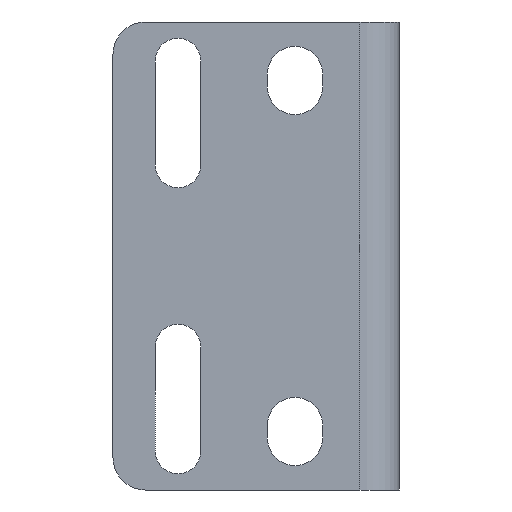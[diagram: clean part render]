
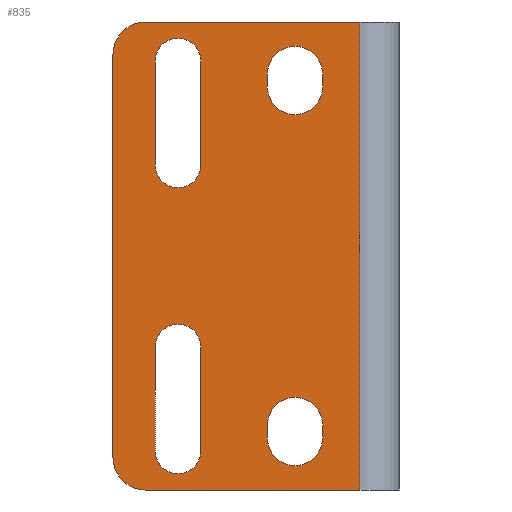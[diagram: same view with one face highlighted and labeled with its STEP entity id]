
A CAD part, left-side view. The second image highlights one B-rep face of the part: STEP entity #835.
In plain terms, the highlighted planar face has unit normal (-1, 0, 0).
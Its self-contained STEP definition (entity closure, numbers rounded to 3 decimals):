
#523=CARTESIAN_POINT('',(-46.437,46.078,-36.0));
#524=VERTEX_POINT('',#523);
#532=CARTESIAN_POINT('',(-46.437,79.078,-36.0));
#533=VERTEX_POINT('',#532);
#534=CARTESIAN_POINT('',(-46.437,79.078,-36.0));
#535=DIRECTION('',(0.0,-1.0,0.0));
#536=VECTOR('',#535,33.);
#537=LINE('',#534,#536);
#538=EDGE_CURVE('',#533,#524,#537,.T.);
#599=CARTESIAN_POINT('',(-46.437,84.078,-31.0));
#600=VERTEX_POINT('',#599);
#601=CARTESIAN_POINT('',(-46.437,79.078,-31.0));
#602=DIRECTION('',(1.0,0.,0.));
#603=DIRECTION('',(0.,0.707,-0.707));
#604=AXIS2_PLACEMENT_3D('',#601,#602,#603);
#605=CIRCLE('',#604,5.0);
#606=EDGE_CURVE('',#533,#600,#605,.T.);
#633=CARTESIAN_POINT('',(-46.437,84.078,31.0));
#634=VERTEX_POINT('',#633);
#635=CARTESIAN_POINT('',(-46.437,84.078,31.0));
#636=DIRECTION('',(0.0,0.0,-1.0));
#637=VECTOR('',#636,62.0);
#638=LINE('',#635,#637);
#639=EDGE_CURVE('',#634,#600,#638,.T.);
#658=CARTESIAN_POINT('',(-46.437,46.078,0.0));
#659=DIRECTION('',(-1.0,0.0,0.0));
#660=DIRECTION('',(0.0,0.0,1.0));
#661=AXIS2_PLACEMENT_3D('',#658,#659,#660);
#662=PLANE('',#661);
#663=ORIENTED_EDGE('',*,*,#606,.F.);
#664=ORIENTED_EDGE('',*,*,#538,.T.);
#665=CARTESIAN_POINT('',(-46.437,46.078,36.0));
#666=VERTEX_POINT('',#665);
#667=CARTESIAN_POINT('',(-46.437,46.078,36.0));
#668=DIRECTION('',(0.0,0.0,-1.0));
#669=VECTOR('',#668,72.0);
#670=LINE('',#667,#669);
#671=EDGE_CURVE('',#666,#524,#670,.T.);
#672=ORIENTED_EDGE('',*,*,#671,.F.);
#673=CARTESIAN_POINT('',(-46.437,79.078,36.0));
#674=VERTEX_POINT('',#673);
#675=CARTESIAN_POINT('',(-46.437,46.078,36.0));
#676=DIRECTION('',(0.0,1.0,0.0));
#677=VECTOR('',#676,33.);
#678=LINE('',#675,#677);
#679=EDGE_CURVE('',#666,#674,#678,.T.);
#680=ORIENTED_EDGE('',*,*,#679,.T.);
#681=CARTESIAN_POINT('',(-46.437,79.078,31.0));
#682=DIRECTION('',(1.,0.,0.));
#683=DIRECTION('',(0.,0.707,0.707));
#684=AXIS2_PLACEMENT_3D('',#681,#682,#683);
#685=CIRCLE('',#684,5.);
#686=EDGE_CURVE('',#634,#674,#685,.T.);
#687=ORIENTED_EDGE('',*,*,#686,.F.);
#688=ORIENTED_EDGE('',*,*,#639,.T.);
#689=EDGE_LOOP('',(#663,#664,#672,#680,#687,#688));
#690=FACE_OUTER_BOUND('',#689,.T.);
#691=CARTESIAN_POINT('',(-46.437,77.578,30.));
#692=VERTEX_POINT('',#691);
#693=CARTESIAN_POINT('',(-46.437,70.578,30.));
#694=VERTEX_POINT('',#693);
#695=CARTESIAN_POINT('',(-46.437,74.078,30.0));
#696=DIRECTION('',(1.0,0.0,0.0));
#697=DIRECTION('',(0.0,1.0,0.0));
#698=AXIS2_PLACEMENT_3D('',#695,#696,#697);
#699=CIRCLE('',#698,3.5);
#700=EDGE_CURVE('',#692,#694,#699,.T.);
#701=ORIENTED_EDGE('',*,*,#700,.T.);
#702=CARTESIAN_POINT('',(-46.437,70.578,14.));
#703=VERTEX_POINT('',#702);
#704=CARTESIAN_POINT('',(-46.437,70.578,30.));
#705=DIRECTION('',(0.0,0.0,-1.0));
#706=VECTOR('',#705,16.);
#707=LINE('',#704,#706);
#708=EDGE_CURVE('',#694,#703,#707,.T.);
#709=ORIENTED_EDGE('',*,*,#708,.T.);
#710=CARTESIAN_POINT('',(-46.437,77.578,14.));
#711=VERTEX_POINT('',#710);
#712=CARTESIAN_POINT('',(-46.437,74.078,14.0));
#713=DIRECTION('',(1.0,0.0,0.0));
#714=DIRECTION('',(0.0,-1.0,0.0));
#715=AXIS2_PLACEMENT_3D('',#712,#713,#714);
#716=CIRCLE('',#715,3.5);
#717=EDGE_CURVE('',#703,#711,#716,.T.);
#718=ORIENTED_EDGE('',*,*,#717,.T.);
#719=CARTESIAN_POINT('',(-46.437,77.578,14.));
#720=DIRECTION('',(0.0,0.0,1.0));
#721=VECTOR('',#720,16.0);
#722=LINE('',#719,#721);
#723=EDGE_CURVE('',#711,#692,#722,.T.);
#724=ORIENTED_EDGE('',*,*,#723,.T.);
#725=EDGE_LOOP('',(#701,#709,#718,#724));
#726=FACE_BOUND('',#725,.T.);
#727=CARTESIAN_POINT('',(-46.437,60.328,28.));
#728=VERTEX_POINT('',#727);
#729=CARTESIAN_POINT('',(-46.437,51.828,28.));
#730=VERTEX_POINT('',#729);
#731=CARTESIAN_POINT('',(-46.437,56.078,28.));
#732=DIRECTION('',(1.0,0.0,0.0));
#733=DIRECTION('',(0.0,1.0,0.0));
#734=AXIS2_PLACEMENT_3D('',#731,#732,#733);
#735=CIRCLE('',#734,4.25);
#736=EDGE_CURVE('',#728,#730,#735,.T.);
#737=ORIENTED_EDGE('',*,*,#736,.T.);
#738=CARTESIAN_POINT('',(-46.437,51.828,26.));
#739=VERTEX_POINT('',#738);
#740=CARTESIAN_POINT('',(-46.437,51.828,28.));
#741=DIRECTION('',(0.0,0.0,-1.0));
#742=VECTOR('',#741,2.);
#743=LINE('',#740,#742);
#744=EDGE_CURVE('',#730,#739,#743,.T.);
#745=ORIENTED_EDGE('',*,*,#744,.T.);
#746=CARTESIAN_POINT('',(-46.437,60.328,26.));
#747=VERTEX_POINT('',#746);
#748=CARTESIAN_POINT('',(-46.437,56.078,26.0));
#749=DIRECTION('',(1.0,0.0,0.0));
#750=DIRECTION('',(0.0,-1.0,0.0));
#751=AXIS2_PLACEMENT_3D('',#748,#749,#750);
#752=CIRCLE('',#751,4.25);
#753=EDGE_CURVE('',#739,#747,#752,.T.);
#754=ORIENTED_EDGE('',*,*,#753,.T.);
#755=CARTESIAN_POINT('',(-46.437,60.328,26.));
#756=DIRECTION('',(0.0,0.0,1.0));
#757=VECTOR('',#756,2.);
#758=LINE('',#755,#757);
#759=EDGE_CURVE('',#747,#728,#758,.T.);
#760=ORIENTED_EDGE('',*,*,#759,.T.);
#761=EDGE_LOOP('',(#737,#745,#754,#760));
#762=FACE_BOUND('',#761,.T.);
#763=CARTESIAN_POINT('',(-46.437,60.328,-26.));
#764=VERTEX_POINT('',#763);
#765=CARTESIAN_POINT('',(-46.437,51.828,-26.));
#766=VERTEX_POINT('',#765);
#767=CARTESIAN_POINT('',(-46.437,56.078,-26.0));
#768=DIRECTION('',(1.0,0.0,0.0));
#769=DIRECTION('',(0.0,1.0,0.0));
#770=AXIS2_PLACEMENT_3D('',#767,#768,#769);
#771=CIRCLE('',#770,4.25);
#772=EDGE_CURVE('',#764,#766,#771,.T.);
#773=ORIENTED_EDGE('',*,*,#772,.T.);
#774=CARTESIAN_POINT('',(-46.437,51.828,-28.));
#775=VERTEX_POINT('',#774);
#776=CARTESIAN_POINT('',(-46.437,51.828,-26.));
#777=DIRECTION('',(0.0,0.0,-1.0));
#778=VECTOR('',#777,2.);
#779=LINE('',#776,#778);
#780=EDGE_CURVE('',#766,#775,#779,.T.);
#781=ORIENTED_EDGE('',*,*,#780,.T.);
#782=CARTESIAN_POINT('',(-46.437,60.328,-28.));
#783=VERTEX_POINT('',#782);
#784=CARTESIAN_POINT('',(-46.437,56.078,-28.));
#785=DIRECTION('',(1.0,0.0,0.0));
#786=DIRECTION('',(0.0,-1.0,0.0));
#787=AXIS2_PLACEMENT_3D('',#784,#785,#786);
#788=CIRCLE('',#787,4.25);
#789=EDGE_CURVE('',#775,#783,#788,.T.);
#790=ORIENTED_EDGE('',*,*,#789,.T.);
#791=CARTESIAN_POINT('',(-46.437,60.328,-28.));
#792=DIRECTION('',(0.0,0.0,1.0));
#793=VECTOR('',#792,2.);
#794=LINE('',#791,#793);
#795=EDGE_CURVE('',#783,#764,#794,.T.);
#796=ORIENTED_EDGE('',*,*,#795,.T.);
#797=EDGE_LOOP('',(#773,#781,#790,#796));
#798=FACE_BOUND('',#797,.T.);
#799=CARTESIAN_POINT('',(-46.437,77.578,-14.));
#800=VERTEX_POINT('',#799);
#801=CARTESIAN_POINT('',(-46.437,70.578,-14.));
#802=VERTEX_POINT('',#801);
#803=CARTESIAN_POINT('',(-46.437,74.078,-14.0));
#804=DIRECTION('',(1.0,0.0,0.0));
#805=DIRECTION('',(0.0,1.0,0.0));
#806=AXIS2_PLACEMENT_3D('',#803,#804,#805);
#807=CIRCLE('',#806,3.5);
#808=EDGE_CURVE('',#800,#802,#807,.T.);
#809=ORIENTED_EDGE('',*,*,#808,.T.);
#810=CARTESIAN_POINT('',(-46.437,70.578,-30.));
#811=VERTEX_POINT('',#810);
#812=CARTESIAN_POINT('',(-46.437,70.578,-14.));
#813=DIRECTION('',(0.0,0.0,-1.0));
#814=VECTOR('',#813,16.);
#815=LINE('',#812,#814);
#816=EDGE_CURVE('',#802,#811,#815,.T.);
#817=ORIENTED_EDGE('',*,*,#816,.T.);
#818=CARTESIAN_POINT('',(-46.437,77.578,-30.));
#819=VERTEX_POINT('',#818);
#820=CARTESIAN_POINT('',(-46.437,74.078,-30.));
#821=DIRECTION('',(1.0,0.0,0.0));
#822=DIRECTION('',(0.0,-1.0,0.0));
#823=AXIS2_PLACEMENT_3D('',#820,#821,#822);
#824=CIRCLE('',#823,3.5);
#825=EDGE_CURVE('',#811,#819,#824,.T.);
#826=ORIENTED_EDGE('',*,*,#825,.T.);
#827=CARTESIAN_POINT('',(-46.437,77.578,-30.));
#828=DIRECTION('',(0.0,0.0,1.0));
#829=VECTOR('',#828,16.);
#830=LINE('',#827,#829);
#831=EDGE_CURVE('',#819,#800,#830,.T.);
#832=ORIENTED_EDGE('',*,*,#831,.T.);
#833=EDGE_LOOP('',(#809,#817,#826,#832));
#834=FACE_BOUND('',#833,.T.);
#835=ADVANCED_FACE('',(#690,#726,#762,#798,#834),#662,.T.);
